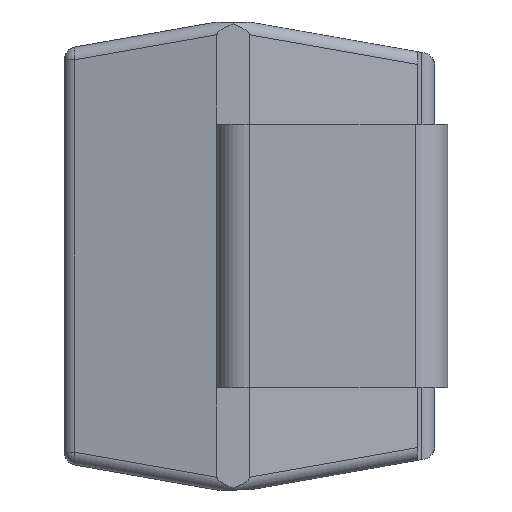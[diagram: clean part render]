
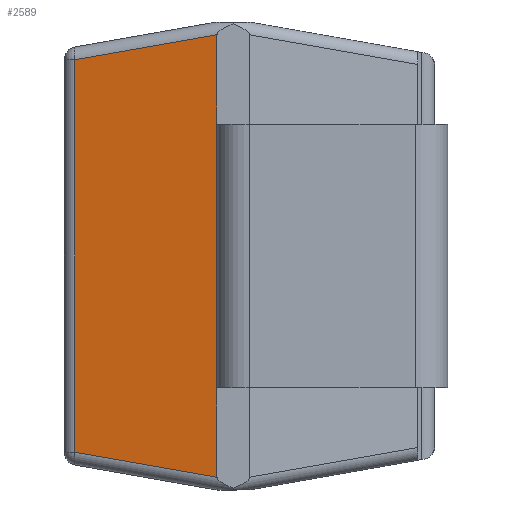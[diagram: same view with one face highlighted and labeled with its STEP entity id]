
A CAD part, left-side view. The second image highlights one B-rep face of the part: STEP entity #2589.
In plain terms, the highlighted planar face has unit normal (-0.985, 0.174, 0).
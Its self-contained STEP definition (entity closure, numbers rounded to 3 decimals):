
#28 = DIRECTION ( 'NONE',  ( 0., 0., -1. ) ) ;
#39 = ORIENTED_EDGE ( 'NONE', *, *, #437, .T. ) ;
#172 = DIRECTION ( 'NONE',  ( 0., 0., -1. ) ) ;
#208 = CARTESIAN_POINT ( 'NONE',  ( -2.11, 0.647, 1.8 ) ) ;
#209 = CARTESIAN_POINT ( 'NONE',  ( -1.917, 1.74, -1.509 ) ) ;
#300 = DIRECTION ( 'NONE',  ( 0., 0., -1. ) ) ;
#331 = VECTOR ( 'NONE', #1160, 1000. ) ;
#378 = VECTOR ( 'NONE', #28, 1000. ) ;
#437 = EDGE_CURVE ( 'NONE', #1534, #683, #1681, .T. ) ;
#568 = LINE ( 'NONE', #809, #760 ) ;
#569 = EDGE_LOOP ( 'NONE', ( #39, #2355, #1721, #1111, #1998, #1352 ) ) ;
#638 = VERTEX_POINT ( 'NONE', #1175 ) ;
#642 = VECTOR ( 'NONE', #854, 1000. ) ;
#683 = VERTEX_POINT ( 'NONE', #209 ) ;
#760 = VECTOR ( 'NONE', #172, 1000. ) ;
#800 = CARTESIAN_POINT ( 'NONE',  ( -2.159, 0.372, 1.75 ) ) ;
#809 = CARTESIAN_POINT ( 'NONE',  ( -2.11, 0.647, 1.015 ) ) ;
#841 = CARTESIAN_POINT ( 'NONE',  ( -2.11, 0.647, 1.015 ) ) ;
#854 = DIRECTION ( 'NONE',  ( -0.171, -0.97, -0.171 ) ) ;
#881 = DIRECTION ( 'NONE',  ( -0.174, -0.985, 0. ) ) ;
#890 = AXIS2_PLACEMENT_3D ( 'NONE', #1477, #2519, #881 ) ;
#918 = VECTOR ( 'NONE', #1029, 1000. ) ;
#963 = VERTEX_POINT ( 'NONE', #1766 ) ;
#1029 = DIRECTION ( 'NONE',  ( 0., 0., -1. ) ) ;
#1051 = CARTESIAN_POINT ( 'NONE',  ( -1.917, 1.74, -1.593 ) ) ;
#1111 = ORIENTED_EDGE ( 'NONE', *, *, #1298, .F. ) ;
#1124 = PLANE ( 'NONE',  #890 ) ;
#1160 = DIRECTION ( 'NONE',  ( 0.171, 0.97, -0.171 ) ) ;
#1175 = CARTESIAN_POINT ( 'NONE',  ( -2.11, 0.647, -1.015 ) ) ;
#1245 = LINE ( 'NONE', #208, #378 ) ;
#1289 = LINE ( 'NONE', #1910, #1609 ) ;
#1298 = EDGE_CURVE ( 'NONE', #1378, #638, #568, .T. ) ;
#1352 = ORIENTED_EDGE ( 'NONE', *, *, #1833, .T. ) ;
#1378 = VERTEX_POINT ( 'NONE', #841 ) ;
#1477 = CARTESIAN_POINT ( 'NONE',  ( -2.157, 0.38, 1.8 ) ) ;
#1534 = VERTEX_POINT ( 'NONE', #1635 ) ;
#1609 = VECTOR ( 'NONE', #300, 1000. ) ;
#1611 = EDGE_CURVE ( 'NONE', #2590, #1378, #1245, .T. ) ;
#1635 = CARTESIAN_POINT ( 'NONE',  ( -1.917, 1.74, 1.509 ) ) ;
#1675 = EDGE_CURVE ( 'NONE', #638, #963, #1289, .T. ) ;
#1681 = LINE ( 'NONE', #1051, #918 ) ;
#1706 = LINE ( 'NONE', #2096, #642 ) ;
#1721 = ORIENTED_EDGE ( 'NONE', *, *, #1675, .F. ) ;
#1766 = CARTESIAN_POINT ( 'NONE',  ( -2.11, 0.647, -1.702 ) ) ;
#1790 = LINE ( 'NONE', #800, #331 ) ;
#1833 = EDGE_CURVE ( 'NONE', #2590, #1534, #1790, .T. ) ;
#1885 = FACE_OUTER_BOUND ( 'NONE', #569, .T. ) ;
#1910 = CARTESIAN_POINT ( 'NONE',  ( -2.11, 0.647, 1.8 ) ) ;
#1998 = ORIENTED_EDGE ( 'NONE', *, *, #1611, .F. ) ;
#2096 = CARTESIAN_POINT ( 'NONE',  ( -2.113, 0.631, -1.704 ) ) ;
#2327 = CARTESIAN_POINT ( 'NONE',  ( -2.11, 0.647, 1.702 ) ) ;
#2355 = ORIENTED_EDGE ( 'NONE', *, *, #2378, .T. ) ;
#2378 = EDGE_CURVE ( 'NONE', #683, #963, #1706, .T. ) ;
#2519 = DIRECTION ( 'NONE',  ( -0.985, 0.174, 0. ) ) ;
#2589 = ADVANCED_FACE ( 'NONE', ( #1885 ), #1124, .T. ) ;
#2590 = VERTEX_POINT ( 'NONE', #2327 ) ;
